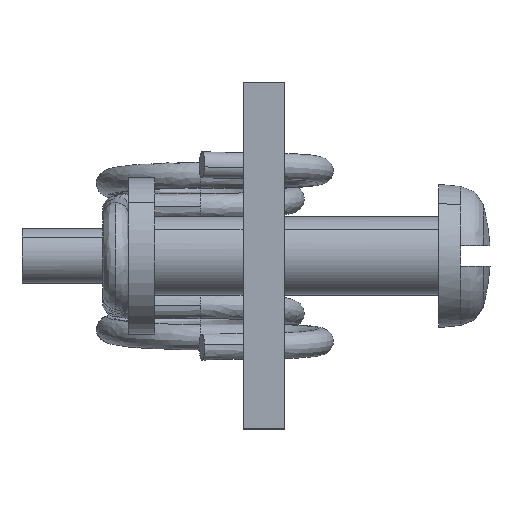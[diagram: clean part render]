
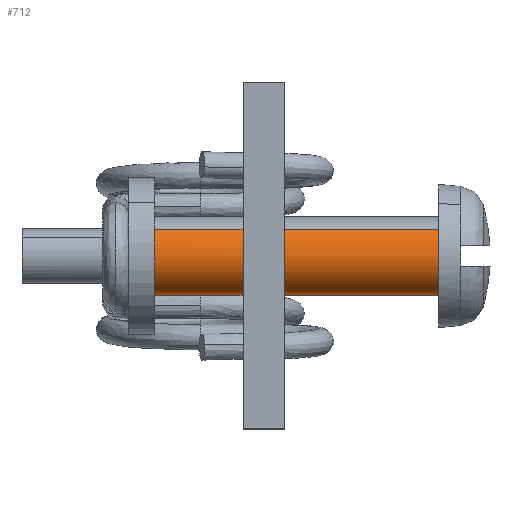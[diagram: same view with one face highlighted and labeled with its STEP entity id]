
A CAD part, top view. The second image highlights one B-rep face of the part: STEP entity #712.
In plain terms, the highlighted free-form (B-spline) face has degree [2, 1] with [5, 2] control points.
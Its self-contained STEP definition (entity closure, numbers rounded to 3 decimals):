
#513=CARTESIAN_POINT('',(-10.9,-1.033,-1.088));
#514=VERTEX_POINT('',#513);
#524=CARTESIAN_POINT('',(-10.9,-1.5,0.));
#525=VERTEX_POINT('',#524);
#526=CARTESIAN_POINT('',(-10.9,-1.033,-1.088));
#527=CARTESIAN_POINT('',(-10.9,-1.111,-1.014));
#528=CARTESIAN_POINT('',(-10.9,-1.23,-0.873));
#529=CARTESIAN_POINT('',(-10.9,-1.379,-0.613));
#530=CARTESIAN_POINT('',(-10.9,-1.476,-0.33));
#531=CARTESIAN_POINT('',(-10.9,-1.5,-0.108));
#532=CARTESIAN_POINT('',(-10.9,-1.5,0.));
#533=B_SPLINE_CURVE_WITH_KNOTS('',3,(#526,#527,#528,#529,#530,#531,#532),.UNSPECIFIED.,.F.,.U.,(4,1,1,1,4),(0.,0.323,0.552,0.894,1.217),.UNSPECIFIED.);
#534=EDGE_CURVE('',#514,#525,#533,.T.);
#536=CARTESIAN_POINT('',(-10.9,0.0,1.5));
#537=VERTEX_POINT('',#536);
#538=CARTESIAN_POINT('',(-10.9,-1.5,0.));
#539=CARTESIAN_POINT('',(-10.9,-1.5,0.153));
#540=CARTESIAN_POINT('',(-10.9,-1.46,0.411));
#541=CARTESIAN_POINT('',(-10.9,-1.312,0.75));
#542=CARTESIAN_POINT('',(-10.9,-1.146,0.981));
#543=CARTESIAN_POINT('',(-10.9,-0.942,1.177));
#544=CARTESIAN_POINT('',(-10.9,-0.717,1.329));
#545=CARTESIAN_POINT('',(-10.9,-0.393,1.464));
#546=CARTESIAN_POINT('',(-10.9,-0.147,1.5));
#547=CARTESIAN_POINT('',(-10.9,0.0,1.5));
#548=B_SPLINE_CURVE_WITH_KNOTS('',3,(#538,#539,#540,#541,#542,#543,#544,#545,#546,#547),.UNSPECIFIED.,.F.,.U.,(4,1,1,1,1,1,1,4),(0.,0.46,0.773,1.104,1.307,1.62,1.914,2.356),.UNSPECIFIED.);
#549=EDGE_CURVE('',#525,#537,#548,.T.);
#551=CARTESIAN_POINT('',(-10.9,1.033,1.088));
#552=VERTEX_POINT('',#551);
#553=CARTESIAN_POINT('',(-10.9,0.0,1.5));
#554=CARTESIAN_POINT('',(-10.9,0.089,1.5));
#555=CARTESIAN_POINT('',(-10.9,0.285,1.483));
#556=CARTESIAN_POINT('',(-10.9,0.565,1.4));
#557=CARTESIAN_POINT('',(-10.9,0.823,1.264));
#558=CARTESIAN_POINT('',(-10.9,0.968,1.149));
#559=CARTESIAN_POINT('',(-10.9,1.033,1.088));
#560=B_SPLINE_CURVE_WITH_KNOTS('',3,(#553,#554,#555,#556,#557,#558,#559),.UNSPECIFIED.,.F.,.U.,(4,1,1,1,4),(0.,0.267,0.587,0.872,1.139),.UNSPECIFIED.);
#561=EDGE_CURVE('',#537,#552,#560,.T.);
#595=CARTESIAN_POINT('',(0.,1.033,1.088));
#596=VERTEX_POINT('',#595);
#597=CARTESIAN_POINT('',(0.,1.033,1.088));
#598=CARTESIAN_POINT('',(-10.9,1.033,1.088));
#599=QUASI_UNIFORM_CURVE('',1,(#597,#598),.UNSPECIFIED.,.F.,.U.);
#600=EDGE_CURVE('',#596,#552,#599,.T.);
#630=CARTESIAN_POINT('',(0.,-1.033,-1.088));
#631=VERTEX_POINT('',#630);
#641=CARTESIAN_POINT('',(0.,-1.033,-1.088));
#642=CARTESIAN_POINT('',(-10.9,-1.033,-1.088));
#643=QUASI_UNIFORM_CURVE('',1,(#641,#642),.UNSPECIFIED.,.F.,.U.);
#644=EDGE_CURVE('',#631,#514,#643,.T.);
#651=CARTESIAN_POINT('',(0.273,-1.033,-1.088));
#652=CARTESIAN_POINT('',(0.273,-2.121,-0.056));
#653=CARTESIAN_POINT('',(0.273,-1.088,1.033));
#654=CARTESIAN_POINT('',(0.273,-0.056,2.121));
#655=CARTESIAN_POINT('',(0.273,1.033,1.088));
#656=CARTESIAN_POINT('',(-11.179,-1.033,-1.088));
#657=CARTESIAN_POINT('',(-11.179,-2.121,-0.056));
#658=CARTESIAN_POINT('',(-11.179,-1.088,1.033));
#659=CARTESIAN_POINT('',(-11.179,-0.056,2.121));
#660=CARTESIAN_POINT('',(-11.179,1.033,1.088));
#668=(BOUNDED_SURFACE()B_SPLINE_SURFACE(2,1,((#651,#656),(#652,#657),(#653,#658),(#654,#659),(#655,#660)),.UNSPECIFIED.,.F.,.F.,.U.)B_SPLINE_SURFACE_WITH_KNOTS((3,2,3),(2,2),(0.0,1.571,3.142),(0.0,11.452),.UNSPECIFIED.)GEOMETRIC_REPRESENTATION_ITEM()RATIONAL_B_SPLINE_SURFACE(((1.0,1.0),(0.707,0.707),(1.0,1.0),(0.707,0.707),(1.0,1.0)))REPRESENTATION_ITEM('')SURFACE());
#669=ORIENTED_EDGE('',*,*,#561,.F.);
#670=ORIENTED_EDGE('',*,*,#549,.F.);
#671=ORIENTED_EDGE('',*,*,#534,.F.);
#672=ORIENTED_EDGE('',*,*,#644,.F.);
#673=CARTESIAN_POINT('',(0.,-1.5,0.));
#674=VERTEX_POINT('',#673);
#675=CARTESIAN_POINT('',(0.,-1.033,-1.088));
#676=CARTESIAN_POINT('',(0.,-1.111,-1.014));
#677=CARTESIAN_POINT('',(0.,-1.255,-0.844));
#678=CARTESIAN_POINT('',(0.,-1.403,-0.561));
#679=CARTESIAN_POINT('',(0.,-1.484,-0.273));
#680=CARTESIAN_POINT('',(0.,-1.5,-0.089));
#681=CARTESIAN_POINT('',(0.,-1.5,0.));
#682=B_SPLINE_CURVE_WITH_KNOTS('',3,(#675,#676,#677,#678,#679,#680,#681),.UNSPECIFIED.,.F.,.U.,(4,1,1,1,4),(0.,0.323,0.666,0.951,1.217),.UNSPECIFIED.);
#683=EDGE_CURVE('',#631,#674,#682,.T.);
#684=ORIENTED_EDGE('',*,*,#683,.T.);
#685=CARTESIAN_POINT('',(0.,0.0,1.5));
#686=VERTEX_POINT('',#685);
#687=CARTESIAN_POINT('',(0.,-1.5,0.));
#688=CARTESIAN_POINT('',(0.,-1.5,0.153));
#689=CARTESIAN_POINT('',(0.,-1.46,0.411));
#690=CARTESIAN_POINT('',(0.,-1.312,0.75));
#691=CARTESIAN_POINT('',(0.,-1.117,1.021));
#692=CARTESIAN_POINT('',(0.,-0.884,1.224));
#693=CARTESIAN_POINT('',(0.,-0.655,1.356));
#694=CARTESIAN_POINT('',(0.,-0.374,1.466));
#695=CARTESIAN_POINT('',(0.,-0.153,1.5));
#696=CARTESIAN_POINT('',(0.,0.0,1.5));
#697=B_SPLINE_CURVE_WITH_KNOTS('',3,(#687,#688,#689,#690,#691,#692,#693,#694,#695,#696),.UNSPECIFIED.,.F.,.U.,(4,1,1,1,1,1,1,4),(0.,0.46,0.773,1.104,1.454,1.694,1.896,2.356),.UNSPECIFIED.);
#698=EDGE_CURVE('',#674,#686,#697,.T.);
#699=ORIENTED_EDGE('',*,*,#698,.T.);
#700=CARTESIAN_POINT('',(0.,0.0,1.5));
#701=CARTESIAN_POINT('',(0.,0.154,1.5));
#702=CARTESIAN_POINT('',(0.,0.433,1.457));
#703=CARTESIAN_POINT('',(0.,0.78,1.296));
#704=CARTESIAN_POINT('',(0.,0.959,1.157));
#705=CARTESIAN_POINT('',(0.,1.033,1.088));
#706=B_SPLINE_CURVE_WITH_KNOTS('',3,(#700,#701,#702,#703,#704,#705),.UNSPECIFIED.,.F.,.U.,(4,1,1,4),(0.,0.463,0.836,1.139),.UNSPECIFIED.);
#707=EDGE_CURVE('',#686,#596,#706,.T.);
#708=ORIENTED_EDGE('',*,*,#707,.T.);
#709=ORIENTED_EDGE('',*,*,#600,.T.);
#710=EDGE_LOOP('',(#669,#670,#671,#672,#684,#699,#708,#709));
#711=FACE_OUTER_BOUND('',#710,.T.);
#712=ADVANCED_FACE('',(#711),#668,.T.);
